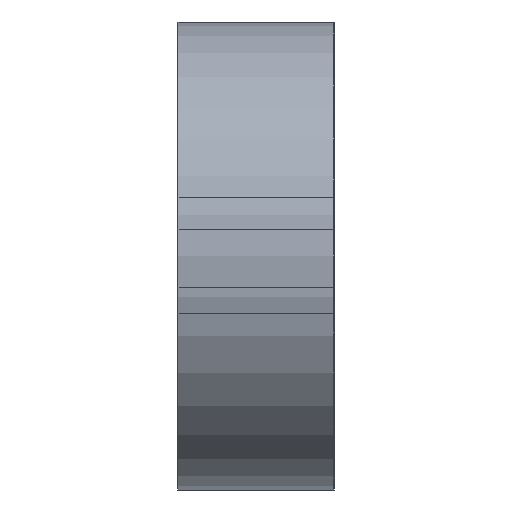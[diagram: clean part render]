
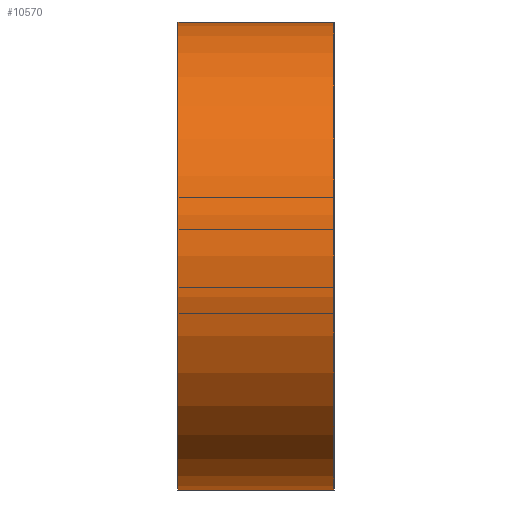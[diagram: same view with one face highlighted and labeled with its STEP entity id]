
A CAD part, left-side view. The second image highlights one B-rep face of the part: STEP entity #10570.
In plain terms, the highlighted cylindrical face has radius 38.1 mm (diameter 76.2 mm), a partial arc.
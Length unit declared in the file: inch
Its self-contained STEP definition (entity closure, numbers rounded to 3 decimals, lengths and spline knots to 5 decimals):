
#914 = CARTESIAN_POINT ( 'NONE',  ( -9.55006, 0., 0. ) ) ;
#1084 = VERTEX_POINT ( 'NONE', #21030 ) ;
#1871 = DIRECTION ( 'NONE',  ( 0., 1., 0. ) ) ;
#2011 = ORIENTED_EDGE ( 'NONE', *, *, #13856, .F. ) ;
#2212 = ORIENTED_EDGE ( 'NONE', *, *, #6588, .T. ) ;
#2339 = AXIS2_PLACEMENT_3D ( 'NONE', #13658, #1871, #15672 ) ;
#2360 = EDGE_CURVE ( 'NONE', #6062, #1084, #21962, .T. ) ;
#2585 = CARTESIAN_POINT ( 'NONE',  ( -9.55006, 1., 1.5 ) ) ;
#2873 = DIRECTION ( 'NONE',  ( 0., 0., 1. ) ) ;
#6062 = VERTEX_POINT ( 'NONE', #12653 ) ;
#6462 = FACE_OUTER_BOUND ( 'NONE', #13295, .T. ) ;
#6588 = EDGE_CURVE ( 'NONE', #6062, #7722, #14008, .T. ) ;
#6624 = EDGE_CURVE ( 'NONE', #7722, #11610, #12159, .T. ) ;
#6635 = DIRECTION ( 'NONE',  ( 0., -1., 0. ) ) ;
#7722 = VERTEX_POINT ( 'NONE', #24865 ) ;
#8561 = DIRECTION ( 'NONE',  ( 0., -1., 0. ) ) ;
#9318 = AXIS2_PLACEMENT_3D ( 'NONE', #17638, #19597, #11656 ) ;
#10570 = ADVANCED_FACE ( 'NONE', ( #6462 ), #20906, .T. ) ;
#11610 = VERTEX_POINT ( 'NONE', #23070 ) ;
#11656 = DIRECTION ( 'NONE',  ( 0., 0., -1. ) ) ;
#12159 = CIRCLE ( 'NONE', #23814, 1.5 ) ;
#12653 = CARTESIAN_POINT ( 'NONE',  ( -9.55006, 1., -1.5 ) ) ;
#13295 = EDGE_LOOP ( 'NONE', ( #24414, #2011, #13530, #2212 ) ) ;
#13530 = ORIENTED_EDGE ( 'NONE', *, *, #2360, .F. ) ;
#13658 = CARTESIAN_POINT ( 'NONE',  ( -9.55006, 1., 0. ) ) ;
#13799 = LINE ( 'NONE', #2585, #23679 ) ;
#13856 = EDGE_CURVE ( 'NONE', #1084, #11610, #13799, .T. ) ;
#14008 = LINE ( 'NONE', #24349, #18683 ) ;
#14699 = DIRECTION ( 'NONE',  ( 0., 1., 0. ) ) ;
#15672 = DIRECTION ( 'NONE',  ( 0., 0., 1. ) ) ;
#17638 = CARTESIAN_POINT ( 'NONE',  ( -9.55006, 1., 0. ) ) ;
#18683 = VECTOR ( 'NONE', #8561, 39.37008 ) ;
#19597 = DIRECTION ( 'NONE',  ( 0., -1., 0. ) ) ;
#20906 = CYLINDRICAL_SURFACE ( 'NONE', #9318, 1.5 ) ;
#21030 = CARTESIAN_POINT ( 'NONE',  ( -9.55006, 1., 1.5 ) ) ;
#21962 = CIRCLE ( 'NONE', #2339, 1.5 ) ;
#23070 = CARTESIAN_POINT ( 'NONE',  ( -9.55006, 0., 1.5 ) ) ;
#23679 = VECTOR ( 'NONE', #6635, 39.37008 ) ;
#23814 = AXIS2_PLACEMENT_3D ( 'NONE', #914, #14699, #2873 ) ;
#24349 = CARTESIAN_POINT ( 'NONE',  ( -9.55006, 1., -1.5 ) ) ;
#24414 = ORIENTED_EDGE ( 'NONE', *, *, #6624, .T. ) ;
#24865 = CARTESIAN_POINT ( 'NONE',  ( -9.55006, 0., -1.5 ) ) ;
